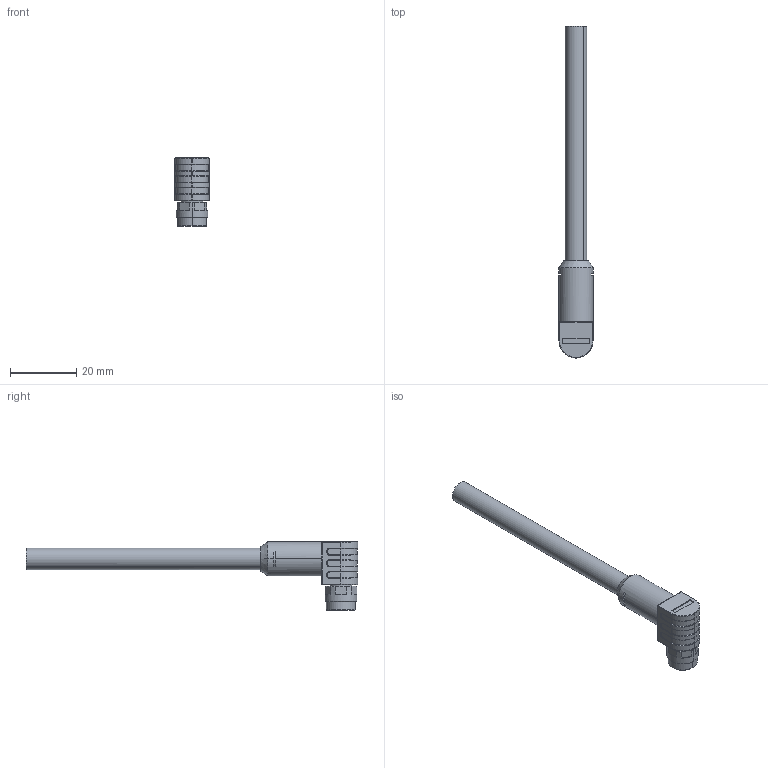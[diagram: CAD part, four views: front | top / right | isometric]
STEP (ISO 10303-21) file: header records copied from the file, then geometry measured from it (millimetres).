
FILE_DESCRIPTION(('CATIA V5 STEP Exchange','CAx-IF Rec.Pracs.--- Model Styling and Organization---1.4--- 2014-01-23'),'2;1');
FILE_NAME ('1173416-2_0_2706160050_2706160050.stp','2023-01-31T06:50:06+00:00',('none'),('Weidmueller'),'CATIA Version 5-6 Release 2016 SP3 HF44','CATIA V5 STEP AP214','none');
FILE_SCHEMA(('AUTOMOTIVE_DESIGN { 1 0 10303 214 1 1 1 1 }'));
Length unit declared in the file: millimetre
Products named in the file (1): 2706160050
Bounding box: 10.3 x 100.3 x 20.7 mm (x, y, z)
Volume: 5508.6 mm3; surface area: 3491.3 mm2
Topology: 4 solids, 4 shells, 295 faces, 722 edges, 423 vertices
Faces by surface type: cylinder 122, plane 67, torus 64, cone 16, sphere 14, bspline 12
Entity records: 8840 total; most frequent: CARTESIAN_POINT 2375, ORIENTED_EDGE 1408, DIRECTION 1137, EDGE_CURVE 704, AXIS2_PLACEMENT_3D 603, VERTEX_POINT 423, CIRCLE 322, EDGE_LOOP 307
